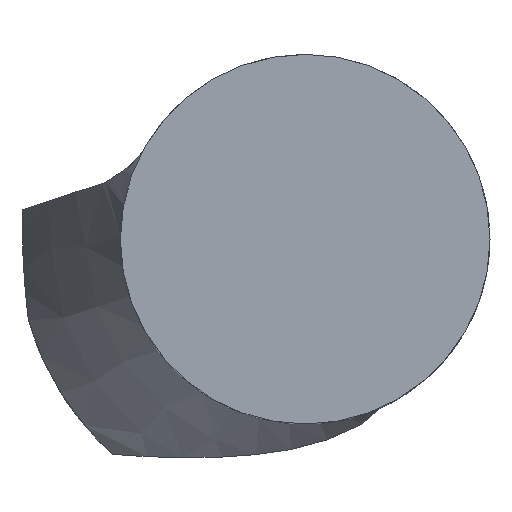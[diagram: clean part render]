
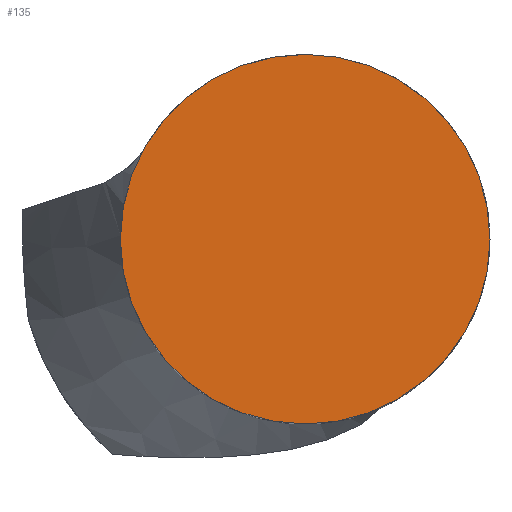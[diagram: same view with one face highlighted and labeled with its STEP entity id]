
A CAD part, top view. The second image highlights one B-rep face of the part: STEP entity #135.
In plain terms, the highlighted planar face has unit normal (0, 0, 1).
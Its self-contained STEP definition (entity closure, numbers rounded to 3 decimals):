
#135=ADVANCED_FACE('240[2]',(#387),#388,.T.);
#153=EDGE_CURVE('240[2]',#418,#418,#419,.T.);
#387=FACE_OUTER_BOUND('',#707,.T.);
#388=PLANE('',#708);
#418=VERTEX_POINT('',#759);
#419=CIRCLE('',#760,25.0);
#707=EDGE_LOOP('',(#1310));
#708=AXIS2_PLACEMENT_3D('',#1311,#1312,#1313);
#759=CARTESIAN_POINT('',(25.0,0.,0.));
#760=AXIS2_PLACEMENT_3D('',#1342,#1343,#1344);
#1310=ORIENTED_EDGE('',*,*,#153,.F.);
#1311=CARTESIAN_POINT('',(0.0,0.0,0.));
#1312=DIRECTION('',(0.0,0.0,1.0));
#1313=DIRECTION('',(-1.0,0.,0.0));
#1342=CARTESIAN_POINT('',(0.,0.,0.0));
#1343=DIRECTION('',(0.0,0.0,-1.0));
#1344=DIRECTION('',(-1.0,0.,0.0));
